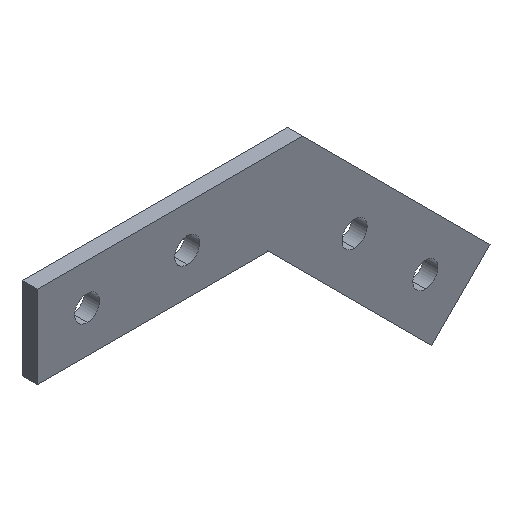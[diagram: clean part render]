
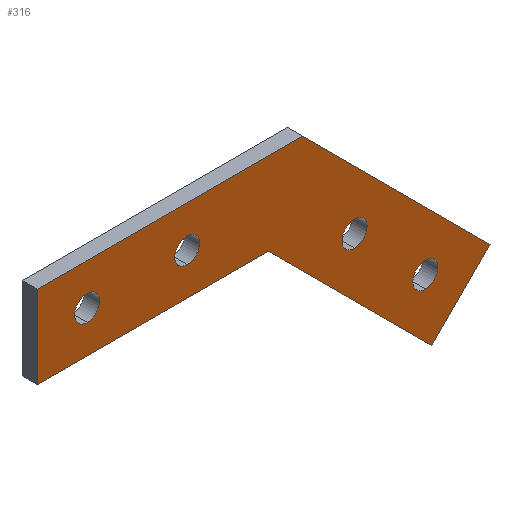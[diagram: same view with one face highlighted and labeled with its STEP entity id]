
A CAD part, isometric view. The second image highlights one B-rep face of the part: STEP entity #316.
In plain terms, the highlighted planar face has unit normal (0, -1, 0).
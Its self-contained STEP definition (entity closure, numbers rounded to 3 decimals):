
#27 = EDGE_CURVE ( 'NONE', #348, #381, #485, .T. ) ;
#31 = EDGE_CURVE ( 'NONE', #347, #334, #486, .T. ) ;
#32 = EDGE_CURVE ( 'NONE', #596, #324, #484, .T. ) ;
#34 = EDGE_CURVE ( 'NONE', #333, #328, #481, .T. ) ;
#35 = AXIS2_PLACEMENT_3D ( 'NONE', #185, #189, #179 ) ;
#45 = AXIS2_PLACEMENT_3D ( 'NONE', #220, #219, #218 ) ;
#46 = AXIS2_PLACEMENT_3D ( 'NONE', #225, #224, #222 ) ;
#52 = AXIS2_PLACEMENT_3D ( 'NONE', #168, #166, #163 ) ;
#54 = AXIS2_PLACEMENT_3D ( 'NONE', #216, #266, #214 ) ;
#57 = AXIS2_PLACEMENT_3D ( 'NONE', #262, #265, #257 ) ;
#58 = AXIS2_PLACEMENT_3D ( 'NONE', #273, #271, #269 ) ;
#59 = AXIS2_PLACEMENT_3D ( 'NONE', #279, #275, #274 ) ;
#60 = AXIS2_PLACEMENT_3D ( 'NONE', #302, #297, #290 ) ;
#65 = EDGE_CURVE ( 'NONE', #334, #347, #474, .T. ) ;
#69 = EDGE_CURVE ( 'NONE', #324, #596, #469, .T. ) ;
#73 = EDGE_CURVE ( 'NONE', #330, #325, #463, .T. ) ;
#77 = EDGE_CURVE ( 'NONE', #325, #326, #452, .T. ) ;
#80 = EDGE_CURVE ( 'NONE', #326, #329, #446, .T. ) ;
#83 = EDGE_CURVE ( 'NONE', #329, #337, #440, .T. ) ;
#86 = EDGE_CURVE ( 'NONE', #337, #335, #434, .T. ) ;
#89 = EDGE_CURVE ( 'NONE', #335, #330, #428, .T. ) ;
#95 = EDGE_CURVE ( 'NONE', #328, #333, #419, .T. ) ;
#96 = EDGE_CURVE ( 'NONE', #381, #348, #418, .T. ) ;
#103 = CARTESIAN_POINT ( 'NONE',  ( 37.477, 0., -37.477 ) ) ;
#126 = CARTESIAN_POINT ( 'NONE',  ( 24.572, 0., -33.739 ) ) ;
#127 = CARTESIAN_POINT ( 'NONE',  ( -23., 0., -10.75 ) ) ;
#129 = CARTESIAN_POINT ( 'NONE',  ( -23., 0., -5.75 ) ) ;
#130 = CARTESIAN_POINT ( 'NONE',  ( 10.43, 0., -19.597 ) ) ;
#139 = CARTESIAN_POINT ( 'NONE',  ( -53., 0., -16.5 ) ) ;
#141 = CARTESIAN_POINT ( 'NONE',  ( -53., 0., 0. ) ) ;
#142 = CARTESIAN_POINT ( 'NONE',  ( 10.43, 0., -24.597 ) ) ;
#143 = CARTESIAN_POINT ( 'NONE',  ( -43., 0., -10.75 ) ) ;
#145 = CARTESIAN_POINT ( 'NONE',  ( -6.835, 0., -16.5 ) ) ;
#146 = CARTESIAN_POINT ( 'NONE',  ( -43., 0., -5.75 ) ) ;
#148 = CARTESIAN_POINT ( 'NONE',  ( 25.809, 0., -49.144 ) ) ;
#149 = CARTESIAN_POINT ( 'NONE',  ( 37.477, 0., -37.477 ) ) ;
#150 = CARTESIAN_POINT ( 'NONE',  ( 24.572, 0., -38.739 ) ) ;
#153 = CARTESIAN_POINT ( 'NONE',  ( 0., 0., 0. ) ) ;
#163 = DIRECTION ( 'NONE',  ( 0., 0., 1. ) ) ;
#166 = DIRECTION ( 'NONE',  ( 0., 1., 0. ) ) ;
#168 = CARTESIAN_POINT ( 'NONE',  ( 24.572, 0., -36.239 ) ) ;
#179 = DIRECTION ( 'NONE',  ( 0., 0., 1. ) ) ;
#182 = PLANE ( 'NONE',  #35 ) ;
#185 = CARTESIAN_POINT ( 'NONE',  ( 37.477, 0., -37.477 ) ) ;
#189 = DIRECTION ( 'NONE',  ( 0., 1., 0. ) ) ;
#214 = DIRECTION ( 'NONE',  ( 0., 0., 1. ) ) ;
#216 = CARTESIAN_POINT ( 'NONE',  ( 10.43, 0., -22.097 ) ) ;
#218 = DIRECTION ( 'NONE',  ( 0., 0., 1. ) ) ;
#219 = DIRECTION ( 'NONE',  ( 0., 1., 0. ) ) ;
#220 = CARTESIAN_POINT ( 'NONE',  ( -23., 0., -8.25 ) ) ;
#222 = DIRECTION ( 'NONE',  ( 0., 0., 1. ) ) ;
#224 = DIRECTION ( 'NONE',  ( 0., 1., 0. ) ) ;
#225 = CARTESIAN_POINT ( 'NONE',  ( -43., 0., -8.25 ) ) ;
#251 = DIRECTION ( 'NONE',  ( 1., 0., 0. ) ) ;
#252 = CARTESIAN_POINT ( 'NONE',  ( 0., 0., 0. ) ) ;
#257 = DIRECTION ( 'NONE',  ( 0., 0., 1. ) ) ;
#261 = DIRECTION ( 'NONE',  ( 0., 0., 1. ) ) ;
#262 = CARTESIAN_POINT ( 'NONE',  ( -43., 0., -8.25 ) ) ;
#263 = CARTESIAN_POINT ( 'NONE',  ( -53., 0., 0. ) ) ;
#265 = DIRECTION ( 'NONE',  ( 0., 1., 0. ) ) ;
#266 = DIRECTION ( 'NONE',  ( 0., 1., 0. ) ) ;
#269 = DIRECTION ( 'NONE',  ( 0., 0., 1. ) ) ;
#271 = DIRECTION ( 'NONE',  ( 0., 1., 0. ) ) ;
#272 = DIRECTION ( 'NONE',  ( -1., 0., 0. ) ) ;
#273 = CARTESIAN_POINT ( 'NONE',  ( 24.572, 0., -36.239 ) ) ;
#274 = DIRECTION ( 'NONE',  ( 0., 0., 1. ) ) ;
#275 = DIRECTION ( 'NONE',  ( 0., 1., 0. ) ) ;
#276 = CARTESIAN_POINT ( 'NONE',  ( -53., 0., -16.5 ) ) ;
#279 = CARTESIAN_POINT ( 'NONE',  ( 10.43, 0., -22.097 ) ) ;
#282 = DIRECTION ( 'NONE',  ( -0.707, 0., 0.707 ) ) ;
#283 = CARTESIAN_POINT ( 'NONE',  ( -6.835, 0., -16.5 ) ) ;
#289 = DIRECTION ( 'NONE',  ( -0.707, 0., -0.707 ) ) ;
#290 = DIRECTION ( 'NONE',  ( 0., 0., 1. ) ) ;
#291 = CARTESIAN_POINT ( 'NONE',  ( 25.809, 0., -49.144 ) ) ;
#297 = DIRECTION ( 'NONE',  ( 0., 1., 0. ) ) ;
#301 = DIRECTION ( 'NONE',  ( 0.707, 0., -0.707 ) ) ;
#302 = CARTESIAN_POINT ( 'NONE',  ( -23., 0., -8.25 ) ) ;
#316 = ADVANCED_FACE ( 'NONE', ( #402, #399, #401, #400, #404 ), #182, .F. ) ;
#324 = VERTEX_POINT ( 'NONE', #150 ) ;
#325 = VERTEX_POINT ( 'NONE', #149 ) ;
#326 = VERTEX_POINT ( 'NONE', #148 ) ;
#328 = VERTEX_POINT ( 'NONE', #146 ) ;
#329 = VERTEX_POINT ( 'NONE', #145 ) ;
#330 = VERTEX_POINT ( 'NONE', #153 ) ;
#333 = VERTEX_POINT ( 'NONE', #143 ) ;
#334 = VERTEX_POINT ( 'NONE', #142 ) ;
#335 = VERTEX_POINT ( 'NONE', #141 ) ;
#337 = VERTEX_POINT ( 'NONE', #139 ) ;
#347 = VERTEX_POINT ( 'NONE', #130 ) ;
#348 = VERTEX_POINT ( 'NONE', #129 ) ;
#381 = VERTEX_POINT ( 'NONE', #127 ) ;
#399 = FACE_BOUND ( 'NONE', #573, .T. ) ;
#400 = FACE_BOUND ( 'NONE', #572, .T. ) ;
#401 = FACE_BOUND ( 'NONE', #574, .T. ) ;
#402 = FACE_BOUND ( 'NONE', #566, .T. ) ;
#404 = FACE_OUTER_BOUND ( 'NONE', #575, .T. ) ;
#418 = CIRCLE ( 'NONE', #45, 2.5 ) ;
#419 = CIRCLE ( 'NONE', #46, 2.5 ) ;
#425 = VECTOR ( 'NONE', #251, 1000. ) ;
#428 = LINE ( 'NONE', #252, #425 ) ;
#431 = VECTOR ( 'NONE', #261, 1000. ) ;
#434 = LINE ( 'NONE', #263, #431 ) ;
#437 = VECTOR ( 'NONE', #272, 1000. ) ;
#440 = LINE ( 'NONE', #276, #437 ) ;
#443 = VECTOR ( 'NONE', #282, 1000. ) ;
#446 = LINE ( 'NONE', #283, #443 ) ;
#449 = VECTOR ( 'NONE', #289, 1000. ) ;
#452 = LINE ( 'NONE', #291, #449 ) ;
#457 = VECTOR ( 'NONE', #301, 1000. ) ;
#463 = LINE ( 'NONE', #103, #457 ) ;
#469 = CIRCLE ( 'NONE', #52, 2.5 ) ;
#474 = CIRCLE ( 'NONE', #54, 2.5 ) ;
#481 = CIRCLE ( 'NONE', #57, 2.5 ) ;
#484 = CIRCLE ( 'NONE', #58, 2.5 ) ;
#485 = CIRCLE ( 'NONE', #60, 2.5 ) ;
#486 = CIRCLE ( 'NONE', #59, 2.5 ) ;
#519 = ORIENTED_EDGE ( 'NONE', *, *, #95, .T. ) ;
#520 = ORIENTED_EDGE ( 'NONE', *, *, #34, .T. ) ;
#521 = ORIENTED_EDGE ( 'NONE', *, *, #27, .T. ) ;
#522 = ORIENTED_EDGE ( 'NONE', *, *, #96, .T. ) ;
#523 = ORIENTED_EDGE ( 'NONE', *, *, #31, .T. ) ;
#524 = ORIENTED_EDGE ( 'NONE', *, *, #65, .T. ) ;
#525 = ORIENTED_EDGE ( 'NONE', *, *, #32, .T. ) ;
#526 = ORIENTED_EDGE ( 'NONE', *, *, #69, .T. ) ;
#527 = ORIENTED_EDGE ( 'NONE', *, *, #73, .F. ) ;
#528 = ORIENTED_EDGE ( 'NONE', *, *, #89, .F. ) ;
#529 = ORIENTED_EDGE ( 'NONE', *, *, #86, .F. ) ;
#530 = ORIENTED_EDGE ( 'NONE', *, *, #83, .F. ) ;
#531 = ORIENTED_EDGE ( 'NONE', *, *, #80, .F. ) ;
#532 = ORIENTED_EDGE ( 'NONE', *, *, #77, .F. ) ;
#566 = EDGE_LOOP ( 'NONE', ( #519, #520 ) ) ;
#572 = EDGE_LOOP ( 'NONE', ( #525, #526 ) ) ;
#573 = EDGE_LOOP ( 'NONE', ( #521, #522 ) ) ;
#574 = EDGE_LOOP ( 'NONE', ( #523, #524 ) ) ;
#575 = EDGE_LOOP ( 'NONE', ( #527, #528, #529, #530, #531, #532 ) ) ;
#596 = VERTEX_POINT ( 'NONE', #126 ) ;
